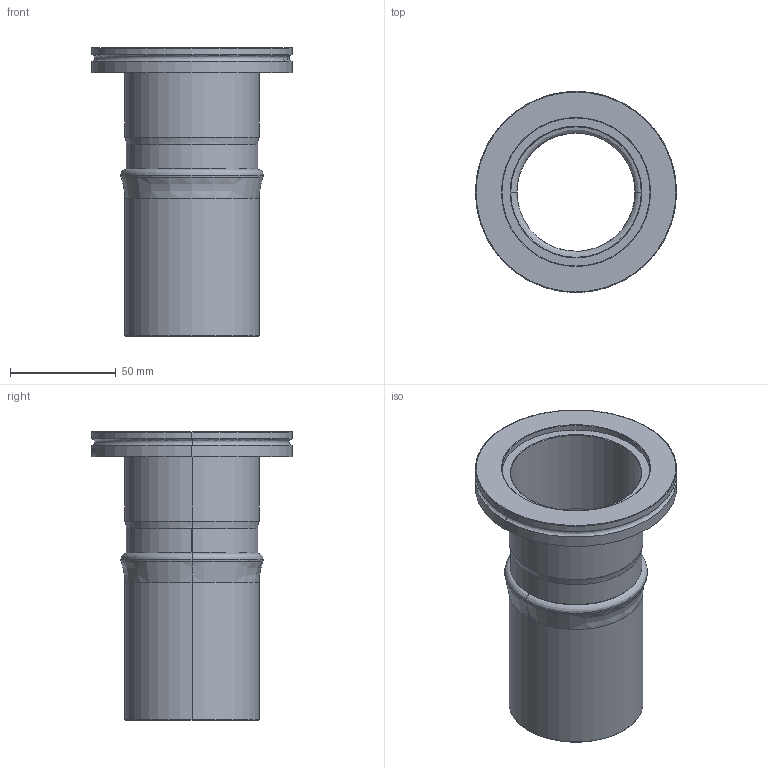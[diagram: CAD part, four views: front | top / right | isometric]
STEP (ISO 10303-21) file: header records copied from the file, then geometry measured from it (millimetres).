
FILE_DESCRIPTION (( 'STEP AP203' ), '1' );
FILE_NAME ('211031.stp', '2018-05-21T22:29:13', ( '' ), ( '' ), 'SwSTEP 2.0', 'SolidWorks 2012', '' );
FILE_SCHEMA (( 'CONFIG_CONTROL_DESIGN' ));
Length unit declared in the file: centimetre
Products named in the file (1): 211031
Bounding box: 95 x 95 x 136.53 mm (x, y, z)
Volume: 84113 mm3; surface area: 64986.4 mm2
Topology: 1 solids, 1 shells, 336 faces, 874 edges, 572 vertices
Faces by surface type: bspline 156, plane 120, cylinder 52, cone 8
Entity records: 37402 total; most frequent: CARTESIAN_POINT 30243, ORIENTED_EDGE 1748, DIRECTION 993, EDGE_CURVE 874, VERTEX_POINT 572, EDGE_LOOP 370, B_SPLINE_CURVE_WITH_KNOTS 360, FACE_OUTER_BOUND 336
